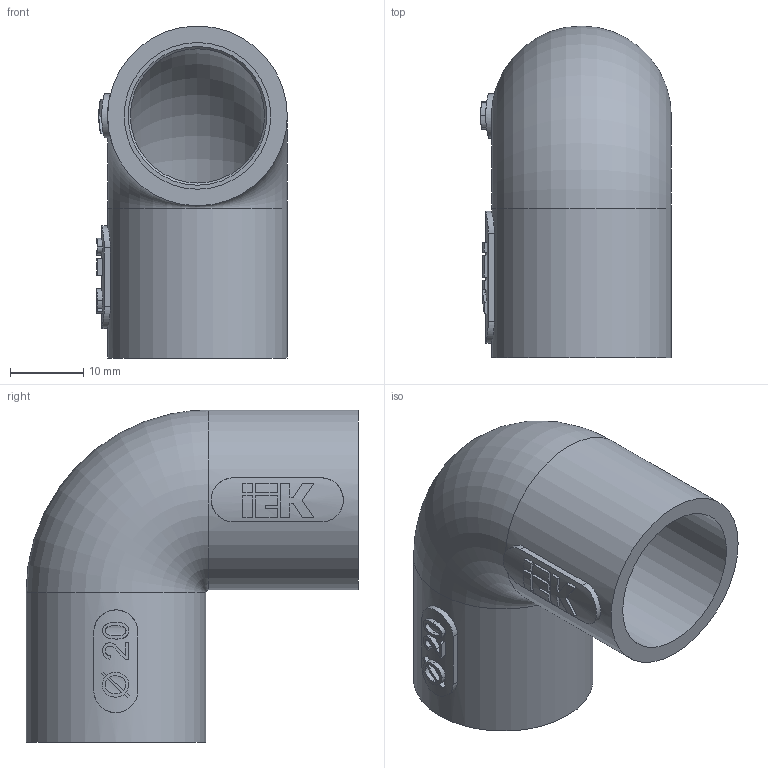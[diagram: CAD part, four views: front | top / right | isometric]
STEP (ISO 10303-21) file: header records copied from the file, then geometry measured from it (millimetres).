
FILE_DESCRIPTION (( 'STEP AP203' ), '1' );
FILE_NAME ('CTA10D-CIG20-K41-005 Ïîâîðîò îòêðûâàþùèéñÿ íà 90ãð. CI20G IEK (5 øò óïàê).STEP', '2016-04-29T07:23:41', ( '' ), ( '' ), 'SwSTEP 2.0', 'SolidWorks 2014', '' );
FILE_SCHEMA (( 'CONFIG_CONTROL_DESIGN' ));
Length unit declared in the file: millimetre
Products named in the file (1): CTA10D-CIG20-K41-005 Ïîâîðîò îòêðûâàþùèéñÿ íà 90ãð. CI20G IEK (5 øò óïàê)
Bounding box: 25.99 x 45.25 x 45.25 mm (x, y, z)
Volume: 9783.2 mm3; surface area: 9067.6 mm2
Topology: 1 solids, 1 shells, 112 faces, 275 edges, 182 vertices
Faces by surface type: plane 55, bspline 28, cylinder 23, cone 4, torus 2
Full cylindrical faces by diameter (mm): 18.3 x2, 20 x2, 24.5 x2
Entity records: 4920 total; most frequent: CARTESIAN_POINT 2488, ORIENTED_EDGE 522, DIRECTION 387, EDGE_CURVE 261, VERTEX_POINT 180, EDGE_LOOP 143, AXIS2_PLACEMENT_3D 131, VECTOR 125
